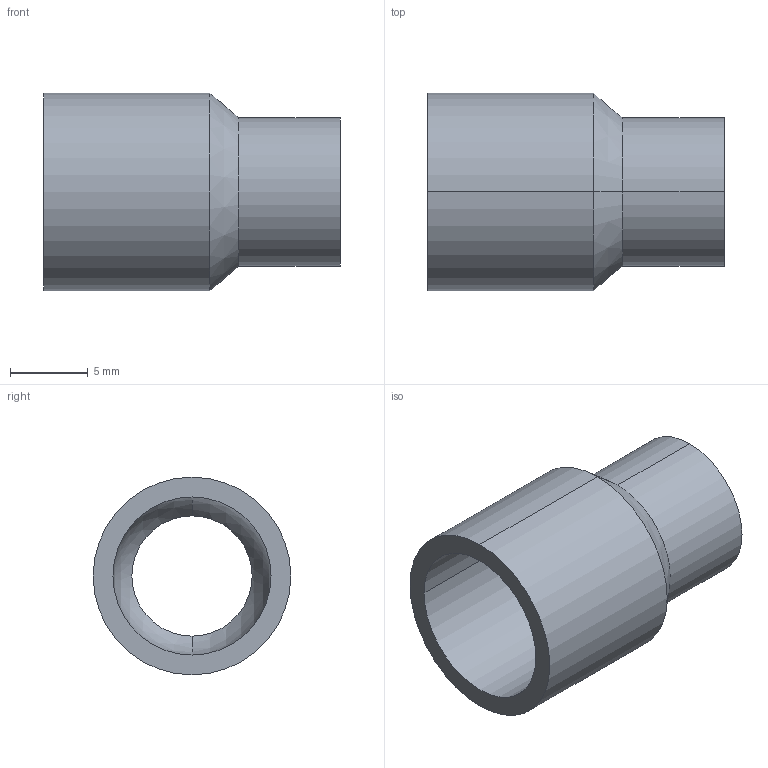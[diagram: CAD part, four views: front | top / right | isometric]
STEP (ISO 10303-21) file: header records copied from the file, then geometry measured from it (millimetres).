
FILE_DESCRIPTION (( 'STEP AP203' ), '1' );
FILE_NAME ('AD-86SS-TSTS-P.step', '2025-11-20T13:55:48', ( '' ), ( '' ), 'SwSTEP 2.0', 'SolidWorks 2018', '' );
FILE_SCHEMA (( 'CONFIG_CONTROL_DESIGN' ));
Length unit declared in the file: inch
Products named in the file (1): AD-86SS-TSTS-P
Bounding box: 19.05 x 12.7 x 12.7 mm (x, y, z)
Volume: 769.2 mm3; surface area: 1322 mm2
Topology: 1 solids, 1 shells, 14 faces, 34 edges, 20 vertices
Faces by surface type: cylinder 8, sphere 2, cone 2, plane 2
Entity records: 489 total; most frequent: DIRECTION 84, CARTESIAN_POINT 67, ORIENTED_EDGE 64, AXIS2_PLACEMENT_3D 37, EDGE_CURVE 32, CIRCLE 22, VERTEX_POINT 20, EDGE_LOOP 16
